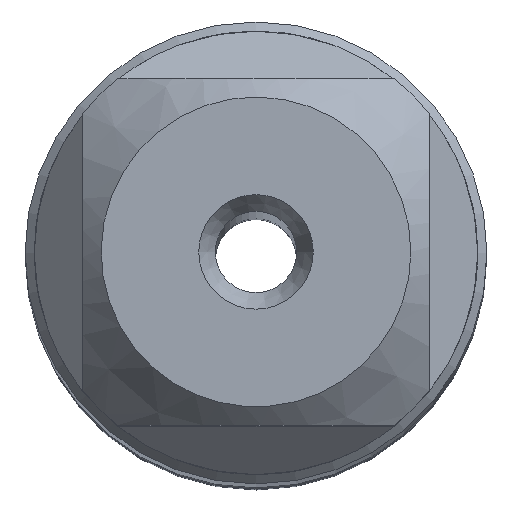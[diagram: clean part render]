
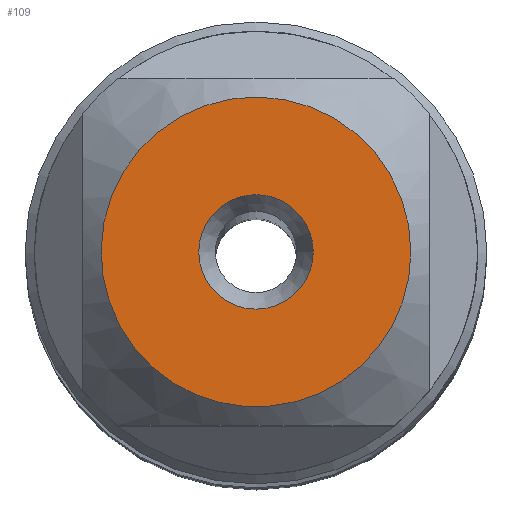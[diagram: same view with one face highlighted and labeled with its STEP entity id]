
A CAD part, top view. The second image highlights one B-rep face of the part: STEP entity #109.
In plain terms, the highlighted planar face has unit normal (0, 0, 1).
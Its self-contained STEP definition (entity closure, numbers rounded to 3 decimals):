
#89=PLANE('',#488);
#109=ADVANCED_FACE('',(#152,#153),#89,.F.);
#152=FACE_BOUND('',#194,.T.);
#153=FACE_BOUND('',#195,.T.);
#194=EDGE_LOOP('',(#244));
#195=EDGE_LOOP('',(#245));
#244=ORIENTED_EDGE('',*,*,#362,.T.);
#245=ORIENTED_EDGE('',*,*,#363,.T.);
#326=VERTEX_POINT('',#717);
#327=VERTEX_POINT('',#719);
#362=EDGE_CURVE('',#326,#326,#406,.T.);
#363=EDGE_CURVE('',#327,#327,#407,.T.);
#406=CIRCLE('',#486,1.2);
#407=CIRCLE('',#487,3.245);
#486=AXIS2_PLACEMENT_3D('',#716,#569,#570);
#487=AXIS2_PLACEMENT_3D('',#718,#571,#572);
#488=AXIS2_PLACEMENT_3D('',#720,#573,#574);
#569=DIRECTION('',(0.,0.,-1.));
#570=DIRECTION('',(-1.,0.,0.));
#571=DIRECTION('',(0.,0.,1.));
#572=DIRECTION('',(1.,0.,0.));
#573=DIRECTION('',(0.,0.,-1.));
#574=DIRECTION('',(-1.,0.,0.));
#716=CARTESIAN_POINT('',(0.,0.,0.));
#717=CARTESIAN_POINT('',(-1.2,0.,0.));
#718=CARTESIAN_POINT('',(0.,0.,0.));
#719=CARTESIAN_POINT('',(3.245,0.,0.));
#720=CARTESIAN_POINT('',(5.139,0.,0.));
